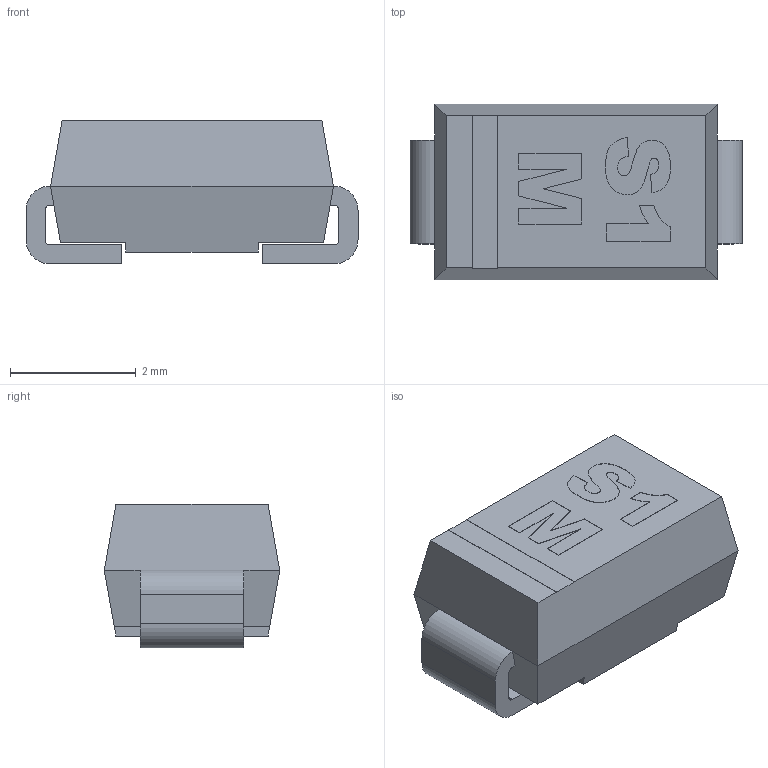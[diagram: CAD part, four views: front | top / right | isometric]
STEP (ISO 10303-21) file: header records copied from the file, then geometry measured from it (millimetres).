
FILE_DESCRIPTION(/* description */ (''),/* implementation_level */ '2;1');
FILE_NAME(/* name */ '38480501.stp',/* time_stamp */ '2014-12-29T09:46:28+01:00',/* author */ ('brotzinger'),/* organization */ (''),/* preprocessor_version */ 'ST-DEVELOPER v15.2',/* originating_system */ 'Autodesk Inventor 2014',/* authorisation */ '');
FILE_SCHEMA (('AUTOMOTIVE_DESIGN { 1 0 10303 214 3 1 1 }'));
Length unit declared in the file: millimetre
Products named in the file (1): 38480501
Bounding box: 5.28 x 2.79 x 2.29 mm (x, y, z)
Volume: 25.2 mm3; surface area: 67.7 mm2
Topology: 1 solids, 1 shells, 85 faces, 232 edges, 152 vertices
Faces by surface type: plane 59, bspline 18, cylinder 8
Entity records: 2871 total; most frequent: CARTESIAN_POINT 728, ORIENTED_EDGE 464, DIRECTION 348, EDGE_CURVE 232, LINE 180, VECTOR 180, VERTEX_POINT 152, EDGE_LOOP 88
